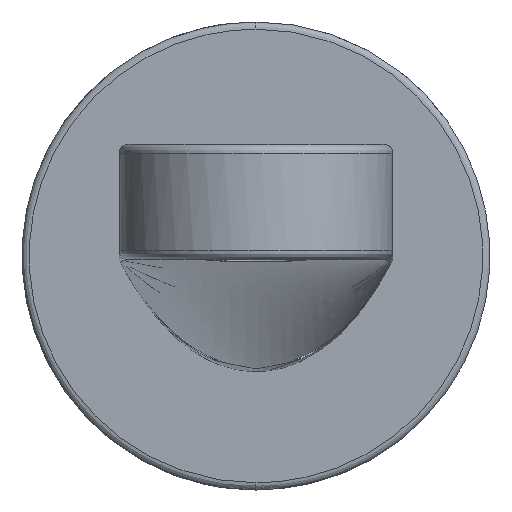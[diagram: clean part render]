
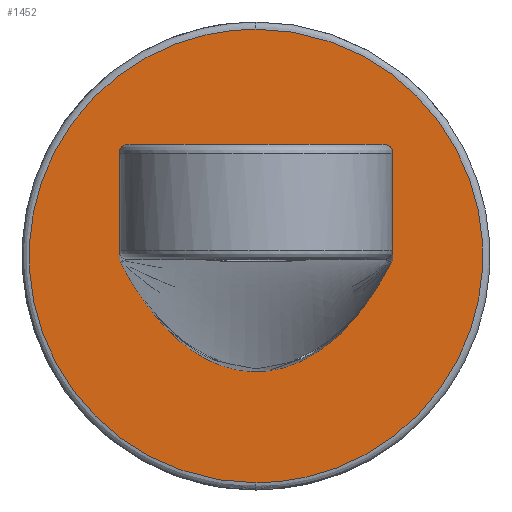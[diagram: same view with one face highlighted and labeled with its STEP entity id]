
A CAD part, front view. The second image highlights one B-rep face of the part: STEP entity #1452.
In plain terms, the highlighted face is planar.
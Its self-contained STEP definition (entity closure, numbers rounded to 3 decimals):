
#131=FACE_BOUND('',#5925,.T.);
#132=FACE_BOUND('',#5926,.T.);
#133=FACE_BOUND('',#5927,.T.);
#1452=ADVANCED_FACE('',(#3676,#131,#132,#133),#41571,.T.);
#3676=FACE_OUTER_BOUND('',#5924,.T.);
#5924=EDGE_LOOP('',(#10093,#10094));
#5925=EDGE_LOOP('',(#10095,#10096));
#5926=EDGE_LOOP('',(#10097,#10098));
#5927=EDGE_LOOP('',(#10099,#10100));
#10093=ORIENTED_EDGE('',*,*,#23054,.F.);
#10094=ORIENTED_EDGE('',*,*,#23036,.F.);
#10095=ORIENTED_EDGE('',*,*,#23040,.F.);
#10096=ORIENTED_EDGE('',*,*,#23044,.F.);
#10097=ORIENTED_EDGE('',*,*,#23085,.F.);
#10098=ORIENTED_EDGE('',*,*,#23087,.F.);
#10099=ORIENTED_EDGE('',*,*,#23095,.F.);
#10100=ORIENTED_EDGE('',*,*,#23097,.F.);
#23036=EDGE_CURVE('',#36313,#36314,#29402,.T.);
#23040=EDGE_CURVE('',#36315,#36316,#29405,.T.);
#23044=EDGE_CURVE('',#36316,#36315,#29408,.T.);
#23054=EDGE_CURVE('',#36314,#36313,#29414,.T.);
#23085=EDGE_CURVE('',#36317,#36318,#29434,.T.);
#23087=EDGE_CURVE('',#36318,#36317,#29435,.T.);
#23095=EDGE_CURVE('',#36319,#36320,#29440,.T.);
#23097=EDGE_CURVE('',#36320,#36319,#29441,.T.);
#29402=(
BOUNDED_CURVE()
B_SPLINE_CURVE(2,(#56286,#56287,#56288,#56289,#56290),.UNSPECIFIED.,.F.,
 .F.)
B_SPLINE_CURVE_WITH_KNOTS((3,2,3),(-98.96,-49.48,
0.),.UNSPECIFIED.)
CURVE()
GEOMETRIC_REPRESENTATION_ITEM()
RATIONAL_B_SPLINE_CURVE((1.,0.707,1.,0.707,1.))
REPRESENTATION_ITEM('')
);
#29405=(
BOUNDED_CURVE()
B_SPLINE_CURVE(2,(#56299,#56300,#56301,#56302,#56303),.UNSPECIFIED.,.F.,
 .F.)
B_SPLINE_CURVE_WITH_KNOTS((3,2,3),(-41.626,-20.813,
0.),.UNSPECIFIED.)
CURVE()
GEOMETRIC_REPRESENTATION_ITEM()
RATIONAL_B_SPLINE_CURVE((1.,0.707,1.,0.707,1.))
REPRESENTATION_ITEM('')
);
#29408=(
BOUNDED_CURVE()
B_SPLINE_CURVE(2,(#56316,#56317,#56318,#56319,#56320),.UNSPECIFIED.,.F.,
 .F.)
B_SPLINE_CURVE_WITH_KNOTS((3,2,3),(-41.626,-20.813,
0.),.UNSPECIFIED.)
CURVE()
GEOMETRIC_REPRESENTATION_ITEM()
RATIONAL_B_SPLINE_CURVE((1.,0.707,1.,0.707,1.))
REPRESENTATION_ITEM('')
);
#29414=(
BOUNDED_CURVE()
B_SPLINE_CURVE(2,(#56354,#56355,#56356,#56357,#56358),.UNSPECIFIED.,.F.,
 .F.)
B_SPLINE_CURVE_WITH_KNOTS((3,2,3),(-98.96,-49.48,
0.),.UNSPECIFIED.)
CURVE()
GEOMETRIC_REPRESENTATION_ITEM()
RATIONAL_B_SPLINE_CURVE((1.,0.707,1.,0.707,1.))
REPRESENTATION_ITEM('')
);
#29434=(
BOUNDED_CURVE()
B_SPLINE_CURVE(2,(#56476,#56477,#56478,#56479,#56480),.UNSPECIFIED.,.F.,
 .F.)
B_SPLINE_CURVE_WITH_KNOTS((3,2,3),(-5.027,-2.513,
0.),.UNSPECIFIED.)
CURVE()
GEOMETRIC_REPRESENTATION_ITEM()
RATIONAL_B_SPLINE_CURVE((1.,0.707,1.,0.707,1.))
REPRESENTATION_ITEM('')
);
#29435=(
BOUNDED_CURVE()
B_SPLINE_CURVE(2,(#56483,#56484,#56485,#56486,#56487),.UNSPECIFIED.,.F.,
 .F.)
B_SPLINE_CURVE_WITH_KNOTS((3,2,3),(-5.027,-2.513,
0.),.UNSPECIFIED.)
CURVE()
GEOMETRIC_REPRESENTATION_ITEM()
RATIONAL_B_SPLINE_CURVE((1.,0.707,1.,0.707,1.))
REPRESENTATION_ITEM('')
);
#29440=(
BOUNDED_CURVE()
B_SPLINE_CURVE(2,(#56514,#56515,#56516,#56517,#56518),.UNSPECIFIED.,.F.,
 .F.)
B_SPLINE_CURVE_WITH_KNOTS((3,2,3),(-5.027,-2.513,
0.),.UNSPECIFIED.)
CURVE()
GEOMETRIC_REPRESENTATION_ITEM()
RATIONAL_B_SPLINE_CURVE((1.,0.707,1.,0.707,1.))
REPRESENTATION_ITEM('')
);
#29441=(
BOUNDED_CURVE()
B_SPLINE_CURVE(2,(#56521,#56522,#56523,#56524,#56525),.UNSPECIFIED.,.F.,
 .F.)
B_SPLINE_CURVE_WITH_KNOTS((3,2,3),(-5.027,-2.513,
0.),.UNSPECIFIED.)
CURVE()
GEOMETRIC_REPRESENTATION_ITEM()
RATIONAL_B_SPLINE_CURVE((1.,0.707,1.,0.707,1.))
REPRESENTATION_ITEM('')
);
#36313=VERTEX_POINT('',#56236);
#36314=VERTEX_POINT('',#56237);
#36315=VERTEX_POINT('',#56238);
#36316=VERTEX_POINT('',#56239);
#36317=VERTEX_POINT('',#56240);
#36318=VERTEX_POINT('',#56241);
#36319=VERTEX_POINT('',#56242);
#36320=VERTEX_POINT('',#56243);
#41571=PLANE('',#43031);
#43031=AXIS2_PLACEMENT_3D('',#55953,#45197,$);
#45197=DIRECTION('',(0.,0.,-1.));
#55953=CARTESIAN_POINT('',(37.911,37.911,-6.5));
#56236=CARTESIAN_POINT('',(31.5,0.,-6.5));
#56237=CARTESIAN_POINT('',(-31.5,0.,-6.5));
#56238=CARTESIAN_POINT('',(-13.25,0.,-6.5));
#56239=CARTESIAN_POINT('',(13.25,0.,-6.5));
#56240=CARTESIAN_POINT('',(-10.,-15.6,-6.5));
#56241=CARTESIAN_POINT('',(-10.,-12.4,-6.5));
#56242=CARTESIAN_POINT('',(-10.,12.4,-6.5));
#56243=CARTESIAN_POINT('',(-10.,15.6,-6.5));
#56286=CARTESIAN_POINT('',(31.5,0.,-6.5));
#56287=CARTESIAN_POINT('',(31.5,31.5,-6.5));
#56288=CARTESIAN_POINT('',(0.,31.5,-6.5));
#56289=CARTESIAN_POINT('',(-31.5,31.5,-6.5));
#56290=CARTESIAN_POINT('',(-31.5,0.,-6.5));
#56299=CARTESIAN_POINT('',(-13.25,0.,-6.5));
#56300=CARTESIAN_POINT('',(-13.25,13.25,-6.5));
#56301=CARTESIAN_POINT('',(0.,13.25,-6.5));
#56302=CARTESIAN_POINT('',(13.25,13.25,-6.5));
#56303=CARTESIAN_POINT('',(13.25,0.,-6.5));
#56316=CARTESIAN_POINT('',(13.25,0.,-6.5));
#56317=CARTESIAN_POINT('',(13.25,-13.25,-6.5));
#56318=CARTESIAN_POINT('',(0.,-13.25,-6.5));
#56319=CARTESIAN_POINT('',(-13.25,-13.25,-6.5));
#56320=CARTESIAN_POINT('',(-13.25,0.,-6.5));
#56354=CARTESIAN_POINT('',(-31.5,0.,-6.5));
#56355=CARTESIAN_POINT('',(-31.5,-31.5,-6.5));
#56356=CARTESIAN_POINT('',(0.,-31.5,-6.5));
#56357=CARTESIAN_POINT('',(31.5,-31.5,-6.5));
#56358=CARTESIAN_POINT('',(31.5,0.,-6.5));
#56476=CARTESIAN_POINT('',(-10.,-15.6,-6.5));
#56477=CARTESIAN_POINT('',(-11.6,-15.6,-6.5));
#56478=CARTESIAN_POINT('',(-11.6,-14.,-6.5));
#56479=CARTESIAN_POINT('',(-11.6,-12.4,-6.5));
#56480=CARTESIAN_POINT('',(-10.,-12.4,-6.5));
#56483=CARTESIAN_POINT('',(-10.,-12.4,-6.5));
#56484=CARTESIAN_POINT('',(-8.4,-12.4,-6.5));
#56485=CARTESIAN_POINT('',(-8.4,-14.,-6.5));
#56486=CARTESIAN_POINT('',(-8.4,-15.6,-6.5));
#56487=CARTESIAN_POINT('',(-10.,-15.6,-6.5));
#56514=CARTESIAN_POINT('',(-10.,12.4,-6.5));
#56515=CARTESIAN_POINT('',(-11.6,12.4,-6.5));
#56516=CARTESIAN_POINT('',(-11.6,14.,-6.5));
#56517=CARTESIAN_POINT('',(-11.6,15.6,-6.5));
#56518=CARTESIAN_POINT('',(-10.,15.6,-6.5));
#56521=CARTESIAN_POINT('',(-10.,15.6,-6.5));
#56522=CARTESIAN_POINT('',(-8.4,15.6,-6.5));
#56523=CARTESIAN_POINT('',(-8.4,14.,-6.5));
#56524=CARTESIAN_POINT('',(-8.4,12.4,-6.5));
#56525=CARTESIAN_POINT('',(-10.,12.4,-6.5));
